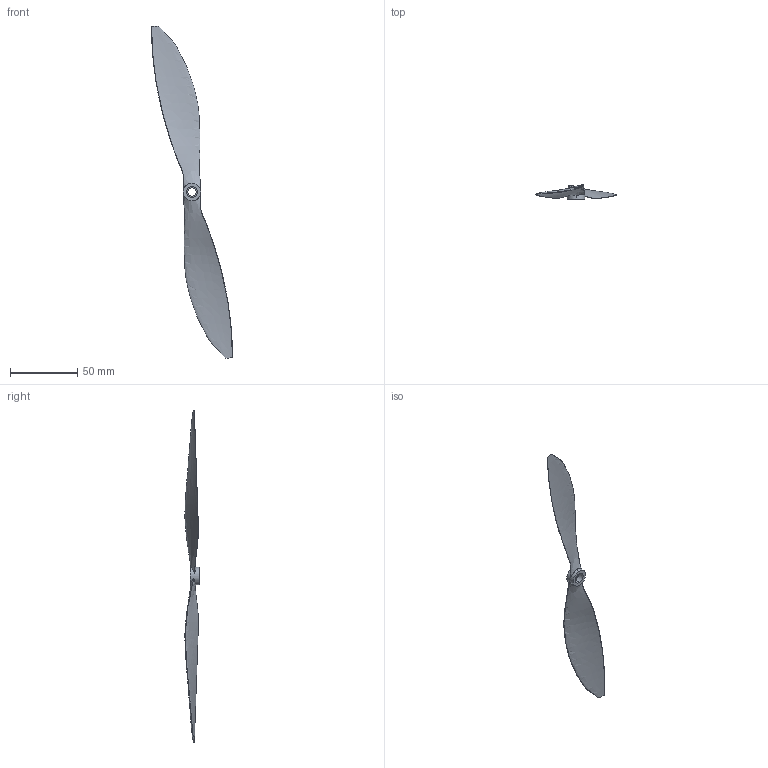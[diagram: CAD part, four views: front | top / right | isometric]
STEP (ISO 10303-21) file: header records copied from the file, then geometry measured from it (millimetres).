
FILE_DESCRIPTION (( 'STEP AP203' ), '1' );
FILE_NAME ('10x4_Default_sldprt.STEP', '2016-02-29T23:29:54', ( '' ), ( '' ), 'SwSTEP 2.0', 'SolidWorks 2015', '' );
FILE_SCHEMA (( 'CONFIG_CONTROL_DESIGN' ));
Length unit declared in the file: millimetre
Products named in the file (1): 10x4_Default_sldprt
Bounding box: 60 x 10.48 x 246.4 mm (x, y, z)
Volume: 6566.7 mm3; surface area: 10968 mm2
Topology: 1 solids, 1 shells, 18 faces, 42 edges, 28 vertices
Faces by surface type: cylinder 8, plane 6, bspline 4
Entity records: 5781 total; most frequent: CARTESIAN_POINT 5311, ORIENTED_EDGE 84, DIRECTION 72, EDGE_CURVE 42, AXIS2_PLACEMENT_3D 31, VERTEX_POINT 28, EDGE_LOOP 22, FACE_OUTER_BOUND 18
